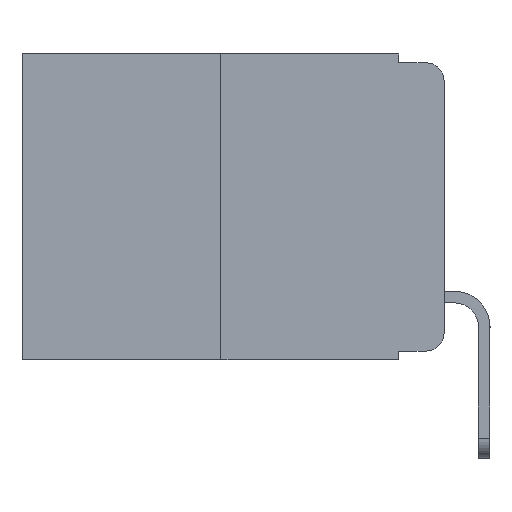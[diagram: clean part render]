
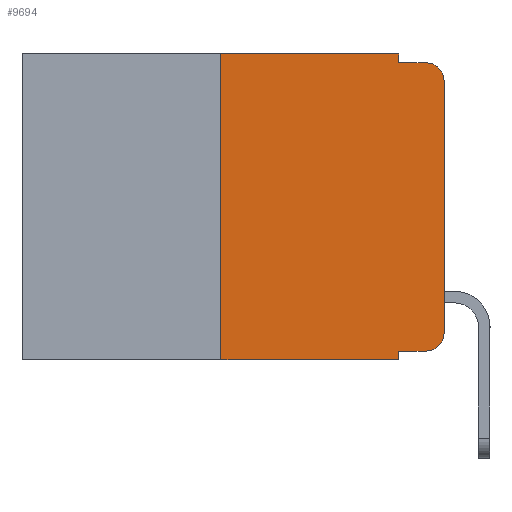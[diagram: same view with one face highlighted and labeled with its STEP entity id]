
A CAD part, left-side view. The second image highlights one B-rep face of the part: STEP entity #9694.
In plain terms, the highlighted planar face has unit normal (-1, 0, 0).
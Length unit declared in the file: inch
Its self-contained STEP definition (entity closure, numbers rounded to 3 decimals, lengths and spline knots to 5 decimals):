
#283 = VERTEX_POINT ( 'NONE', #4123 ) ;
#865 = VERTEX_POINT ( 'NONE', #2959 ) ;
#952 = ORIENTED_EDGE ( 'NONE', *, *, #5533, .T. ) ;
#1083 = CIRCLE ( 'NONE', #13889, 0.02 ) ;
#1116 = DIRECTION ( 'NONE',  ( 1., 0., 0. ) ) ;
#1275 = VERTEX_POINT ( 'NONE', #15484 ) ;
#1529 = ORIENTED_EDGE ( 'NONE', *, *, #15979, .T. ) ;
#1770 = LINE ( 'NONE', #6549, #16780 ) ;
#2188 = VERTEX_POINT ( 'NONE', #16003 ) ;
#2432 = CARTESIAN_POINT ( 'NONE',  ( 0., 0.051, -0.01 ) ) ;
#2831 = VERTEX_POINT ( 'NONE', #16232 ) ;
#2959 = CARTESIAN_POINT ( 'NONE',  ( 0., 0.051, -0.333 ) ) ;
#3130 = ORIENTED_EDGE ( 'NONE', *, *, #7176, .F. ) ;
#3369 = ORIENTED_EDGE ( 'NONE', *, *, #15022, .F. ) ;
#3371 = LINE ( 'NONE', #9700, #11013 ) ;
#3802 = CARTESIAN_POINT ( 'NONE',  ( 0., 0.02, -0.333 ) ) ;
#4123 = CARTESIAN_POINT ( 'NONE',  ( 0., 0.051, -0.343 ) ) ;
#4336 = ORIENTED_EDGE ( 'NONE', *, *, #14079, .F. ) ;
#4582 = AXIS2_PLACEMENT_3D ( 'NONE', #15769, #7262, #17197 ) ;
#4720 = CARTESIAN_POINT ( 'NONE',  ( 0., 0.25, 0. ) ) ;
#4839 = FACE_OUTER_BOUND ( 'NONE', #18963, .T. ) ;
#5166 = CARTESIAN_POINT ( 'NONE',  ( 0., 0.02, -0.313 ) ) ;
#5396 = LINE ( 'NONE', #6403, #16265 ) ;
#5409 = CARTESIAN_POINT ( 'NONE',  ( 0., 0.051, 0. ) ) ;
#5533 = EDGE_CURVE ( 'NONE', #17000, #6133, #1083, .T. ) ;
#5803 = PLANE ( 'NONE',  #18431 ) ;
#6133 = VERTEX_POINT ( 'NONE', #14689 ) ;
#6177 = DIRECTION ( 'NONE',  ( 0., 0., 1. ) ) ;
#6403 = CARTESIAN_POINT ( 'NONE',  ( 0., 0.051, -0.01 ) ) ;
#6453 = EDGE_CURVE ( 'NONE', #865, #17000, #3371, .T. ) ;
#6549 = CARTESIAN_POINT ( 'NONE',  ( 0., 0., 0. ) ) ;
#6585 = DIRECTION ( 'NONE',  ( 0., 0., -1. ) ) ;
#6814 = DIRECTION ( 'NONE',  ( 0., 0., -1. ) ) ;
#6834 = VECTOR ( 'NONE', #7420, 39.37008 ) ;
#7176 = EDGE_CURVE ( 'NONE', #2831, #10752, #10551, .T. ) ;
#7262 = DIRECTION ( 'NONE',  ( -1., 0., 0. ) ) ;
#7420 = DIRECTION ( 'NONE',  ( 0., -1., 0. ) ) ;
#7684 = ORIENTED_EDGE ( 'NONE', *, *, #16928, .T. ) ;
#7790 = DIRECTION ( 'NONE',  ( 0., -1., 0. ) ) ;
#8185 = VECTOR ( 'NONE', #6814, 39.37008 ) ;
#8812 = ORIENTED_EDGE ( 'NONE', *, *, #13113, .F. ) ;
#9167 = VECTOR ( 'NONE', #13985, 39.37008 ) ;
#9544 = CIRCLE ( 'NONE', #4582, 0.02 ) ;
#9694 = ADVANCED_FACE ( 'NONE', ( #4839 ), #5803, .F. ) ;
#9700 = CARTESIAN_POINT ( 'NONE',  ( 0., 0.051, -0.333 ) ) ;
#10000 = CARTESIAN_POINT ( 'NONE',  ( 0., 0.473, 0. ) ) ;
#10189 = EDGE_CURVE ( 'NONE', #865, #283, #11027, .T. ) ;
#10551 = LINE ( 'NONE', #13071, #6834 ) ;
#10752 = VERTEX_POINT ( 'NONE', #16727 ) ;
#11013 = VECTOR ( 'NONE', #15319, 39.37008 ) ;
#11027 = LINE ( 'NONE', #15322, #8185 ) ;
#11479 = DIRECTION ( 'NONE',  ( 0., 0., -1. ) ) ;
#11921 = ORIENTED_EDGE ( 'NONE', *, *, #10189, .F. ) ;
#11990 = CARTESIAN_POINT ( 'NONE',  ( 0., 0.473, -0.343 ) ) ;
#12393 = ORIENTED_EDGE ( 'NONE', *, *, #6453, .T. ) ;
#13071 = CARTESIAN_POINT ( 'NONE',  ( 0., 0.473, 0. ) ) ;
#13113 = EDGE_CURVE ( 'NONE', #1275, #2831, #13470, .T. ) ;
#13180 = LINE ( 'NONE', #11990, #16527 ) ;
#13311 = CARTESIAN_POINT ( 'NONE',  ( 0., 0., -0.03 ) ) ;
#13470 = LINE ( 'NONE', #4720, #16796 ) ;
#13472 = VERTEX_POINT ( 'NONE', #2432 ) ;
#13889 = AXIS2_PLACEMENT_3D ( 'NONE', #5166, #15093, #6585 ) ;
#13985 = DIRECTION ( 'NONE',  ( 0., 0., -1. ) ) ;
#14079 = EDGE_CURVE ( 'NONE', #10752, #13472, #16754, .T. ) ;
#14311 = EDGE_CURVE ( 'NONE', #1275, #283, #13180, .T. ) ;
#14689 = CARTESIAN_POINT ( 'NONE',  ( 0., 0., -0.313 ) ) ;
#15022 = EDGE_CURVE ( 'NONE', #13472, #2188, #5396, .T. ) ;
#15067 = DIRECTION ( 'NONE',  ( 0., 0., 1. ) ) ;
#15093 = DIRECTION ( 'NONE',  ( -1., 0., 0. ) ) ;
#15319 = DIRECTION ( 'NONE',  ( 0., -1., 0. ) ) ;
#15322 = CARTESIAN_POINT ( 'NONE',  ( 0., 0.051, 0. ) ) ;
#15484 = CARTESIAN_POINT ( 'NONE',  ( 0., 0.25, -0.343 ) ) ;
#15769 = CARTESIAN_POINT ( 'NONE',  ( 0., 0.02, -0.03 ) ) ;
#15979 = EDGE_CURVE ( 'NONE', #17422, #2188, #9544, .T. ) ;
#16003 = CARTESIAN_POINT ( 'NONE',  ( 0., 0.02, -0.01 ) ) ;
#16232 = CARTESIAN_POINT ( 'NONE',  ( 0., 0.25, 0. ) ) ;
#16265 = VECTOR ( 'NONE', #17759, 39.37008 ) ;
#16527 = VECTOR ( 'NONE', #7790, 39.37008 ) ;
#16727 = CARTESIAN_POINT ( 'NONE',  ( 0., 0.051, 0. ) ) ;
#16754 = LINE ( 'NONE', #5409, #9167 ) ;
#16780 = VECTOR ( 'NONE', #15067, 39.37008 ) ;
#16796 = VECTOR ( 'NONE', #6177, 39.37008 ) ;
#16928 = EDGE_CURVE ( 'NONE', #6133, #17422, #1770, .T. ) ;
#17000 = VERTEX_POINT ( 'NONE', #3802 ) ;
#17197 = DIRECTION ( 'NONE',  ( 0., 0., -1. ) ) ;
#17422 = VERTEX_POINT ( 'NONE', #13311 ) ;
#17759 = DIRECTION ( 'NONE',  ( 0., -1., 0. ) ) ;
#18431 = AXIS2_PLACEMENT_3D ( 'NONE', #10000, #1116, #11479 ) ;
#18590 = ORIENTED_EDGE ( 'NONE', *, *, #14311, .T. ) ;
#18963 = EDGE_LOOP ( 'NONE', ( #7684, #1529, #3369, #4336, #3130, #8812, #18590, #11921, #12393, #952 ) ) ;
